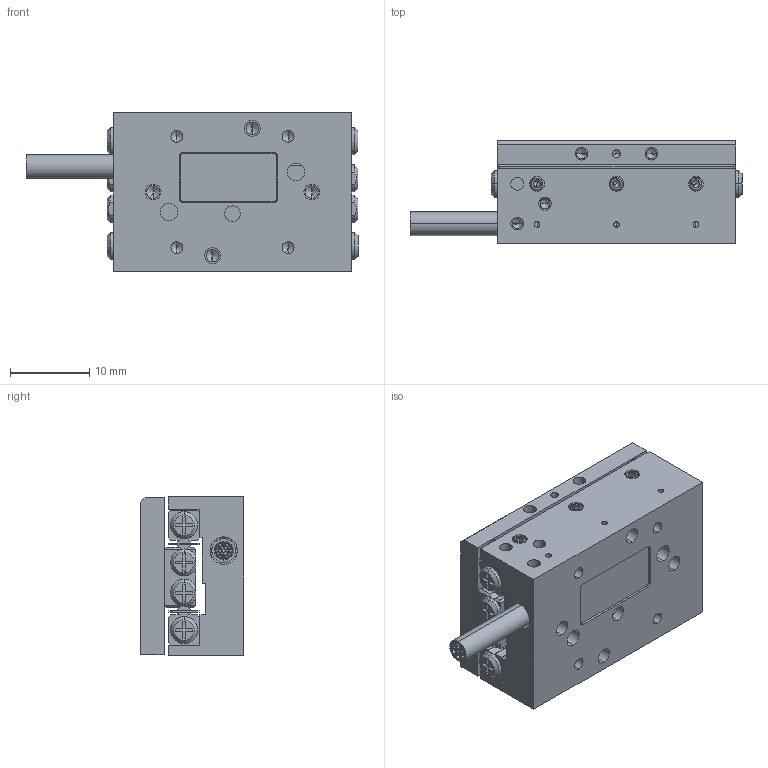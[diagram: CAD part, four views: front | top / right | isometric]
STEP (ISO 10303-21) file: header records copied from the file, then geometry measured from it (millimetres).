
FILE_DESCRIPTION (( 'STEP AP214' ), '1' );
FILE_NAME ('PPS-20-120X0.STEP', '2023-07-18T19:54:31', ( '' ), ( '' ), 'SwSTEP 2.0', 'SolidWorks 2023', '' );
FILE_SCHEMA (( 'AUTOMOTIVE_DESIGN' ));
Length unit declared in the file: millimetre
Products named in the file (12): PPS-20, Carriage, Master Part_30mm; 130160 Bearing, NB, Slide Way, SVW 1000_SVW 1030-7Z (Rigid at Center); Set Screw, Cup-H, E-ASME_E1-72 x 1''16; Cooner Black Cable_L20; NB Slide Way SVW 1000 Cage_SVW 1030-7Z; NB Slide Way SVW 1000 Rail_SVW 1030; PPS-20, Back Cover, Master Part; SCREW, MS-PPH, M-JCIS_M1.6 x 0.35 x 4mm; PPS-20, Base, Master Part_L30, No Ears ; SCREW, MS-PFH, M-DIN_M2 x 0.4 x 05mm; PPS-20-120X0; NB Slide Way SVW 1000 Center Way_SVW 1030
Assembly tree (22 placements, depth 3):
  PPS-20-120X0
    PPS-20, Base, Master Part_L30, No Ears 
    PPS-20, Back Cover, Master Part
    Cooner Black Cable_L20
    PPS-20, Carriage, Master Part_30mm
    SCREW, MS-PFH, M-DIN_M2 x 0.4 x 05mm  x3
    130160 Bearing, NB, Slide Way, SVW 1000_SVW 1030-7Z (Rigid at Center)
      NB Slide Way SVW 1000 Rail_SVW 1030  x2
      NB Slide Way SVW 1000 Center Way_SVW 1030
      NB Slide Way SVW 1000 Cage_SVW 1030-7Z  x2
    Set Screw, Cup-H, E-ASME_E1-72 x 1''16  x3
    SCREW, MS-PPH, M-JCIS_M1.6 x 0.35 x 4mm  x6
Bounding box: 41.8 x 13 x 20 mm (x, y, z)
Volume: 6141.5 mm3; surface area: 8724 mm2
Topology: 34 solids, 34 shells, 1166 faces, 2883 edges, 1785 vertices
Faces by surface type: plane 540, cylinder 350, cone 216, torus 36, bspline 24
Entity records: 66618 total; most frequent: CARTESIAN_POINT 48668, DIRECTION 3723, ORIENTED_EDGE 3524, EDGE_CURVE 1762, AXIS2_PLACEMENT_3D 1357, VERTEX_POINT 1130, LINE 1009, VECTOR 1009
